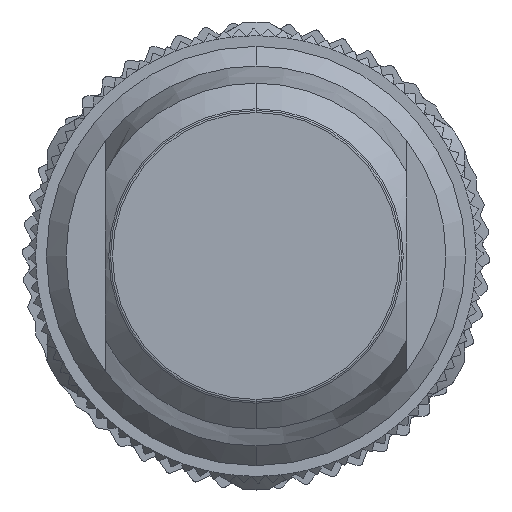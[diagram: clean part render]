
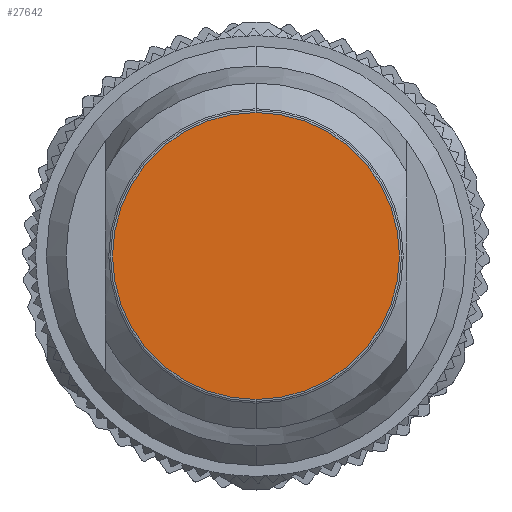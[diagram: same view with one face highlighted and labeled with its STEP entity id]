
A CAD part, front view. The second image highlights one B-rep face of the part: STEP entity #27642.
In plain terms, the highlighted planar face has unit normal (0, -1, 0).
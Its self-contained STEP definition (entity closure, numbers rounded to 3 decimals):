
#10223=CARTESIAN_POINT('',(0.,-45.5,0.));
#10224=DIRECTION('',(0.,-1.,0.));
#10225=DIRECTION('',(0.,0.,-1.));
#10226=AXIS2_PLACEMENT_3D('',#10223,#10224,#10225);
#10231=CARTESIAN_POINT('',(0.,-45.5,0.));
#10232=DIRECTION('',(0.,-1.,0.));
#10233=DIRECTION('',(0.,0.,1.));
#10234=AXIS2_PLACEMENT_3D('',#10231,#10232,#10233);
#20134=CARTESIAN_POINT('',(0.,-45.5,-6.192));
#20135=VERTEX_POINT('',#20134);
#20136=CARTESIAN_POINT('',(0.,-45.5,6.192));
#20137=VERTEX_POINT('',#20136);
#27632=CARTESIAN_POINT('',(0.,-45.5,0.));
#27633=DIRECTION('',(0.,-1.,0.));
#27634=DIRECTION('',(0.,0.,1.));
#27635=AXIS2_PLACEMENT_3D('',#27632,#27633,#27634);
#27636=PLANE('',#27635);
#27638=ORIENTED_EDGE('',*,*,#27637,.F.);
#27639=ORIENTED_EDGE('',*,*,#27622,.F.);
#27640=EDGE_LOOP('',(#27638,#27639));
#27641=FACE_OUTER_BOUND('',#27640,.F.);
#27642=ADVANCED_FACE('',(#27641),#27636,.T.);
#10227=CIRCLE('',#10226,6.192);
#10235=CIRCLE('',#10234,6.192);
#27622=EDGE_CURVE('',#20137,#20135,#10235,.T.);
#27637=EDGE_CURVE('',#20135,#20137,#10227,.T.);
